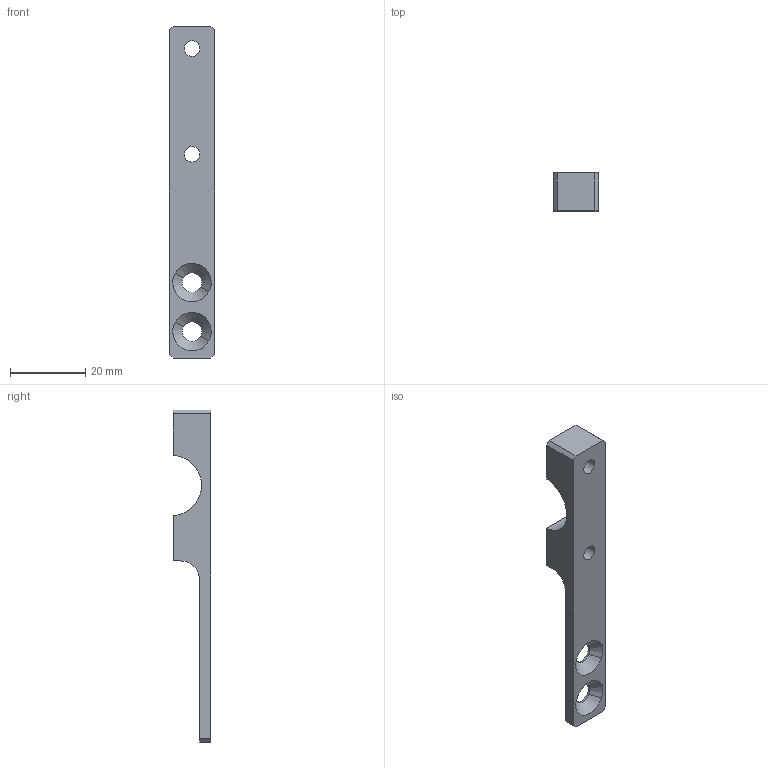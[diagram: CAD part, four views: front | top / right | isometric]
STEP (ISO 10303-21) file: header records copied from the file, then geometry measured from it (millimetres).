
FILE_DESCRIPTION(('CATIA V5 STEP Exchange'),'2;1');
FILE_NAME('demi collier long.stp','2021-06-02T09:22:54+00:00',('none'),('none'),'CATIA Version 5 Release 19 SP 2 (IN-10)','CATIA V5 STEP AP203','none');
FILE_SCHEMA(('CONFIG_CONTROL_DESIGN'));
Length unit declared in the file: millimetre
Products named in the file (1): long
Bounding box: 12 x 10 x 88 mm (x, y, z)
Volume: 4938.2 mm3; surface area: 3506.2 mm2
Topology: 1 solids, 1 shells, 27 faces, 75 edges, 50 vertices
Faces by surface type: plane 13, cylinder 10, cone 4
Entity records: 872 total; most frequent: ORIENTED_EDGE 150, CARTESIAN_POINT 146, DIRECTION 115, EDGE_CURVE 75, VERTEX_POINT 50, AXIS2_PLACEMENT_3D 49, VECTOR 47, LINE 47
